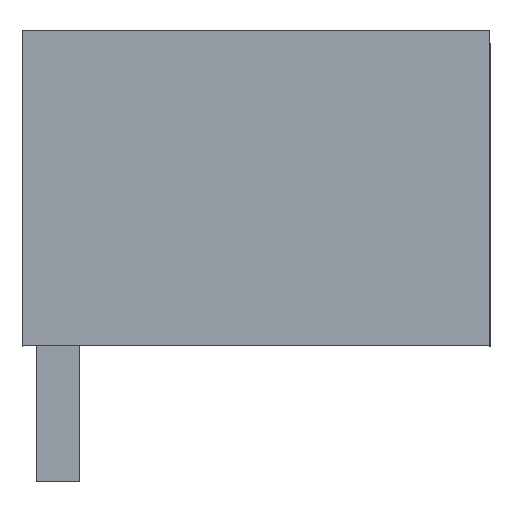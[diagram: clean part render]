
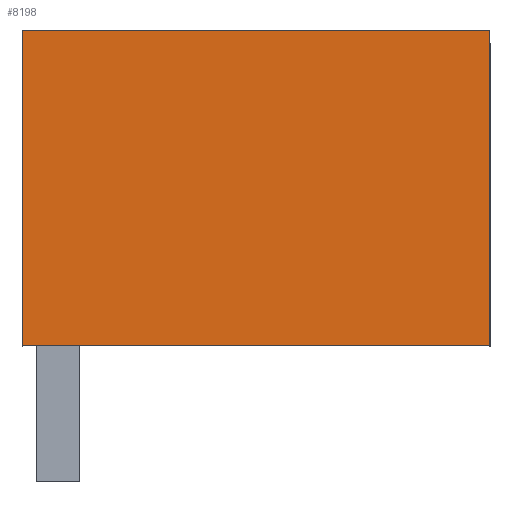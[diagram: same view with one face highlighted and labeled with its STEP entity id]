
A CAD part, left-side view. The second image highlights one B-rep face of the part: STEP entity #8198.
In plain terms, the highlighted planar face has unit normal (-1, 0, 0).
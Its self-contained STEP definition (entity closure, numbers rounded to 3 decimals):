
#8185=AXIS2_PLACEMENT_3D('Plane Axis2P3D',#8182,#8183,#8184) ;
#2894=CARTESIAN_POINT('Vertex',(0.,11.05,3.2)) ;
#2897=CARTESIAN_POINT('Line Origine',(0.,11.05,6.925)) ;
#2901=CARTESIAN_POINT('Vertex',(0.,11.05,10.65)) ;
#3375=CARTESIAN_POINT('Line Origine',(0.,5.525,3.2)) ;
#3379=CARTESIAN_POINT('Vertex',(0.,0.,3.2)) ;
#6933=CARTESIAN_POINT('Line Origine',(0.,5.525,10.65)) ;
#6937=CARTESIAN_POINT('Vertex',(0.,0.,10.65)) ;
#8182=CARTESIAN_POINT('Axis2P3D Location',(0.,-2.377,0.)) ;
#8187=CARTESIAN_POINT('Line Origine',(0.,0.,6.925)) ;
#2898=DIRECTION('Vector Direction',(0.,0.,-1.)) ;
#3376=DIRECTION('Vector Direction',(0.,1.,0.)) ;
#6934=DIRECTION('Vector Direction',(0.,-1.,0.)) ;
#8183=DIRECTION('Axis2P3D Direction',(1.,-0.,0.)) ;
#8184=DIRECTION('Axis2P3D XDirection',(0.,1.,0.)) ;
#8188=DIRECTION('Vector Direction',(0.,0.,1.)) ;
#2899=VECTOR('Line Direction',#2898,1.) ;
#3377=VECTOR('Line Direction',#3376,1.) ;
#6935=VECTOR('Line Direction',#6934,1.) ;
#8189=VECTOR('Line Direction',#8188,1.) ;
#8193=ORIENTED_EDGE('',*,*,#6939,.F.) ;
#8194=ORIENTED_EDGE('',*,*,#2903,.T.) ;
#8195=ORIENTED_EDGE('',*,*,#3381,.F.) ;
#8196=ORIENTED_EDGE('',*,*,#8191,.T.) ;
#8198=ADVANCED_FACE('HOUSING',(#8197),#8186,.F.) ;
#2903=EDGE_CURVE('',#2902,#2895,#2900,.T.) ;
#3381=EDGE_CURVE('',#3380,#2895,#3378,.T.) ;
#6939=EDGE_CURVE('',#2902,#6938,#6936,.T.) ;
#8191=EDGE_CURVE('',#3380,#6938,#8190,.T.) ;
#8192=EDGE_LOOP('',(#8193,#8194,#8195,#8196)) ;
#8197=FACE_OUTER_BOUND('',#8192,.T.) ;
#2900=LINE('Line',#2897,#2899) ;
#3378=LINE('Line',#3375,#3377) ;
#6936=LINE('Line',#6933,#6935) ;
#8190=LINE('Line',#8187,#8189) ;
#8186=PLANE('',#8185) ;
#2895=VERTEX_POINT('',#2894) ;
#2902=VERTEX_POINT('',#2901) ;
#3380=VERTEX_POINT('',#3379) ;
#6938=VERTEX_POINT('',#6937) ;
